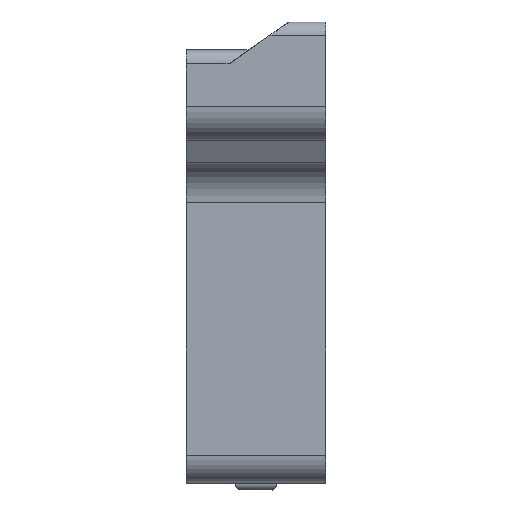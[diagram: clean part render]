
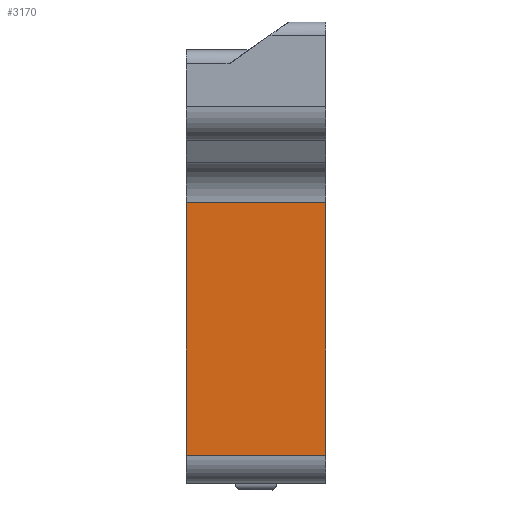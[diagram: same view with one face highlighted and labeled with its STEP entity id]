
A CAD part, front view. The second image highlights one B-rep face of the part: STEP entity #3170.
In plain terms, the highlighted planar face has unit normal (0, -1, 0).
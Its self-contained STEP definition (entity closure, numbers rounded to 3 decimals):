
#692=ORIENTED_EDGE('',*,*,#1587,.T.);
#693=ORIENTED_EDGE('',*,*,#1530,.T.);
#694=ORIENTED_EDGE('',*,*,#1588,.T.);
#695=ORIENTED_EDGE('',*,*,#1343,.F.);
#1343=EDGE_CURVE('',#1831,#1832,#2108,.T.);
#1530=EDGE_CURVE('',#2010,#2009,#2195,.T.);
#1587=EDGE_CURVE('',#1831,#2010,#2230,.T.);
#1588=EDGE_CURVE('',#2009,#1832,#2231,.T.);
#1831=VERTEX_POINT('',#4746);
#1832=VERTEX_POINT('',#4747);
#2009=VERTEX_POINT('',#5161);
#2010=VERTEX_POINT('',#5163);
#2108=LINE('',#4745,#2403);
#2195=LINE('',#5162,#2490);
#2230=LINE('',#5360,#2525);
#2231=LINE('',#5362,#2526);
#2403=VECTOR('',#3747,1000.);
#2490=VECTOR('',#4056,1000.);
#2525=VECTOR('',#4183,1000.);
#2526=VECTOR('',#4186,1000.);
#2728=EDGE_LOOP('',(#692,#693,#694,#695));
#2915=FACE_BOUND('',#2728,.T.);
#3067=PLANE('',#3499);
#3170=ADVANCED_FACE('',(#2915),#3067,.T.);
#3499=AXIS2_PLACEMENT_3D('',#5361,#4184,#4185);
#3747=DIRECTION('',(0.,0.,1.));
#4056=DIRECTION('',(0.,0.,1.));
#4183=DIRECTION('',(1.,0.,0.));
#4184=DIRECTION('',(0.,-1.,0.));
#4185=DIRECTION('',(0.,0.,-1.));
#4186=DIRECTION('',(-1.,0.,0.));
#4745=CARTESIAN_POINT('',(312.,29.7,94.647));
#4746=CARTESIAN_POINT('',(312.,29.7,62.096));
#4747=CARTESIAN_POINT('',(312.,29.7,98.198));
#5161=CARTESIAN_POINT('',(332.,29.7,98.198));
#5162=CARTESIAN_POINT('',(332.,29.7,94.647));
#5163=CARTESIAN_POINT('',(332.,29.7,62.096));
#5360=CARTESIAN_POINT('',(332.,29.7,62.096));
#5361=CARTESIAN_POINT('',(332.,29.7,98.198));
#5362=CARTESIAN_POINT('',(332.,29.7,98.198));
